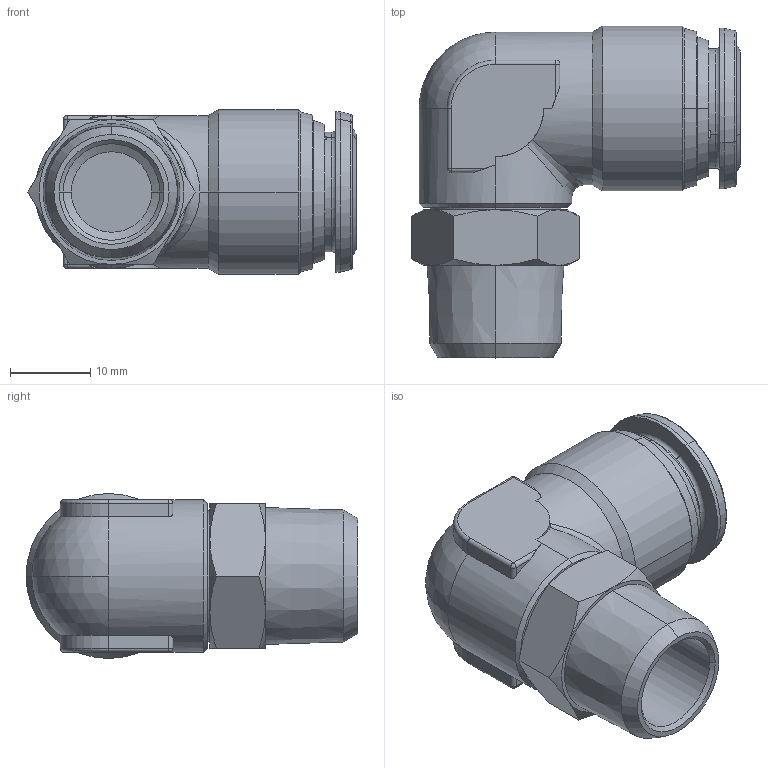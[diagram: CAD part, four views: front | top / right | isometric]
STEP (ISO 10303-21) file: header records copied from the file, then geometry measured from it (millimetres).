
FILE_DESCRIPTION (( 'STEP AP214' ), '1' );
FILE_NAME ('6011000010.step', '2012-10-16T16:32:24', ( '' ), ( '' ), 'SwSTEP 2.0', 'SolidWorks 2012', '' );
FILE_SCHEMA (( 'AUTOMOTIVE_DESIGN' ));
Length unit declared in the file: millimetre
Products named in the file (1): 6011000010
Bounding box: 40.79 x 41.25 x 20.5 mm (x, y, z)
Volume: 14095.6 mm3; surface area: 5535.9 mm2
Topology: 1 solids, 1 shells, 133 faces, 306 edges, 179 vertices
Faces by surface type: cone 40, cylinder 38, plane 38, torus 10, sphere 6, bspline 1
Entity records: 5443 total; most frequent: CARTESIAN_POINT 965, DIRECTION 660, ORIENTED_EDGE 604, EDGE_CURVE 302, AXIS2_PLACEMENT_3D 274, VERTEX_POINT 179, EDGE_LOOP 145, CIRCLE 141
